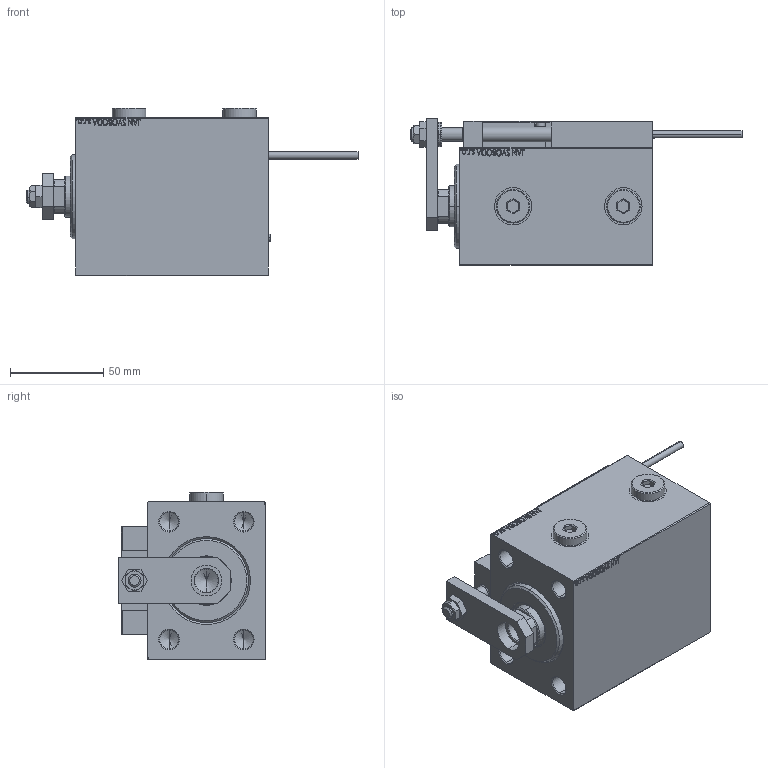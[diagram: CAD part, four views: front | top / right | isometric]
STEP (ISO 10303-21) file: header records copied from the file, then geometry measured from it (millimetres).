
FILE_DESCRIPTION (( 'STEP AP203' ), '1' );
FILE_NAME ('88e2.STEP', '2024-02-13T02:52:57', ( '' ), ( '' ), 'SwSTEP 2.0', 'SolidWorks 2019', '' );
FILE_SCHEMA (( 'CONFIG_CONTROL_DESIGN' ));
Length unit declared in the file: millimetre
Products named in the file (17): KONCOVKA e9020f06ed3bf6c540d3246b1a6375fd; ALLEN BOLT D5 e9020f06ed3bf6c540d3246b1a6375fd; ALLEN BOLT D8 e9020f06ed3bf6c540d3246b1a6375fd; V450CM_B_Body e9020f06ed3bf6c540d3246b1a6375fd; NUT_D12 e9020f06ed3bf6c540d3246b1a6375fd; SWITCH X e9020f06ed3bf6c540d3246b1a6375fd; V450CM_B_VCP e9020f06ed3bf6c540d3246b1a6375fd; Block e9020f06ed3bf6c540d3246b1a6375fd; SWITCH_X_FRONT_BACK e9020f06ed3bf6c540d3246b1a6375fd; V450CM_VC_B e9020f06ed3bf6c540d3246b1a6375fd; NUT_D10 e9020f06ed3bf6c540d3246b1a6375fd; 88e2; SWITCH DIM B,W e9020f06ed3bf6c540d3246b1a6375fd; MAGNET e9020f06ed3bf6c540d3246b1a6375fd; ZARAZKA e9020f06ed3bf6c540d3246b1a6375fd; Zatka_OIL_PORT e9020f06ed3bf6c540d3246b1a6375fd; TYC_L79 e9020f06ed3bf6c540d3246b1a6375fd
Assembly tree (27 placements, depth 3):
  88e2
    V450CM_B_Body e9020f06ed3bf6c540d3246b1a6375fd
    V450CM_B_VCP e9020f06ed3bf6c540d3246b1a6375fd
    SWITCH X e9020f06ed3bf6c540d3246b1a6375fd
      SWITCH_X_FRONT_BACK e9020f06ed3bf6c540d3246b1a6375fd  x2
      TYC_L79 e9020f06ed3bf6c540d3246b1a6375fd
      Block e9020f06ed3bf6c540d3246b1a6375fd  x2
      ALLEN BOLT D5 e9020f06ed3bf6c540d3246b1a6375fd  x4
      ALLEN BOLT D8 e9020f06ed3bf6c540d3246b1a6375fd  x4
      MAGNET e9020f06ed3bf6c540d3246b1a6375fd  x2
      KONCOVKA e9020f06ed3bf6c540d3246b1a6375fd  x2
    NUT_D10 e9020f06ed3bf6c540d3246b1a6375fd
    NUT_D12 e9020f06ed3bf6c540d3246b1a6375fd
    SWITCH DIM B,W e9020f06ed3bf6c540d3246b1a6375fd
    ZARAZKA e9020f06ed3bf6c540d3246b1a6375fd
    V450CM_VC_B e9020f06ed3bf6c540d3246b1a6375fd
    Zatka_OIL_PORT e9020f06ed3bf6c540d3246b1a6375fd  x2
Bounding box: 177.7 x 78.5 x 89.9 mm (x, y, z)
Volume: 552338.8 mm3; surface area: 105272 mm2
Topology: 26 solids, 26 shells, 1372 faces, 3272 edges, 2070 vertices
Faces by surface type: plane 595, bspline 380, cylinder 200, cone 149, torus 44, sphere 4
Entity records: 52520 total; most frequent: CARTESIAN_POINT 26519, ORIENTED_EDGE 5452, DIRECTION 3779, EDGE_CURVE 2726, VERTEX_POINT 1770, LINE 1575, VECTOR 1575, EDGE_LOOP 1266
